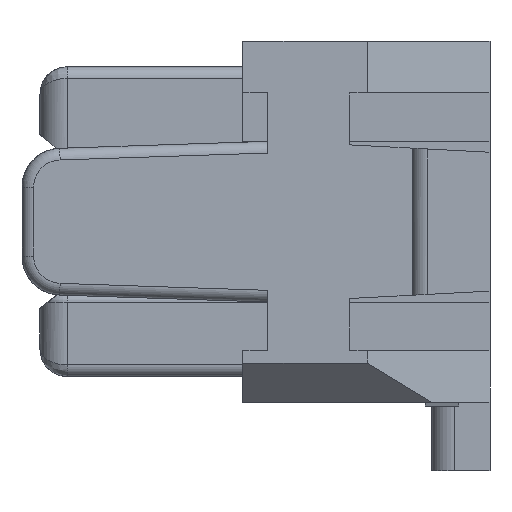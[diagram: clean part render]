
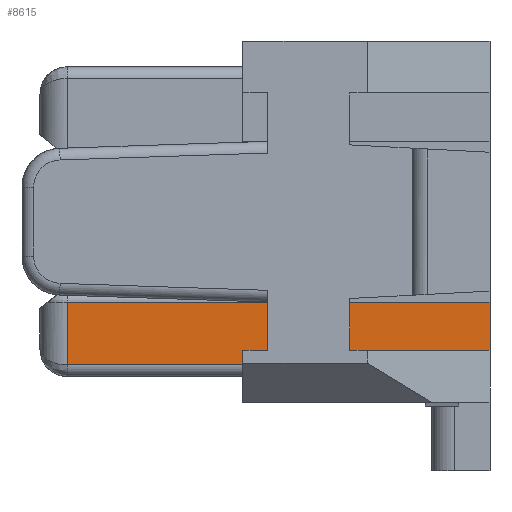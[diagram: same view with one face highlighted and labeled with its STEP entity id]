
A CAD part, front view. The second image highlights one B-rep face of the part: STEP entity #8615.
In plain terms, the highlighted planar face has unit normal (0, -1, 0).
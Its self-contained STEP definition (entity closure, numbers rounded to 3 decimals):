
#718 = DIRECTION ( 'NONE',  ( 1., 0., 0. ) ) ;
#1382 = EDGE_CURVE ( 'NONE', #42390, #2389, #36041, .T. ) ;
#1511 = VERTEX_POINT ( 'NONE', #44126 ) ;
#2091 = VERTEX_POINT ( 'NONE', #18859 ) ;
#2389 = VERTEX_POINT ( 'NONE', #13684 ) ;
#4176 = VECTOR ( 'NONE', #19683, 1000. ) ;
#4571 = LINE ( 'NONE', #23745, #4176 ) ;
#4969 = VECTOR ( 'NONE', #16720, 1000. ) ;
#5002 = VECTOR ( 'NONE', #46205, 1000. ) ;
#5518 = ORIENTED_EDGE ( 'NONE', *, *, #1382, .F. ) ;
#5998 = CARTESIAN_POINT ( 'NONE',  ( 2.6, -9.15, -1.65 ) ) ;
#7051 = VERTEX_POINT ( 'NONE', #25315 ) ;
#7927 = CARTESIAN_POINT ( 'NONE',  ( 2.6, -9.15, -1.835 ) ) ;
#8615 = ADVANCED_FACE ( 'NONE', ( #22240 ), #34429, .F. ) ;
#9643 = DIRECTION ( 'NONE',  ( 1., 0., 0. ) ) ;
#9831 = VERTEX_POINT ( 'NONE', #7927 ) ;
#10692 = CARTESIAN_POINT ( 'NONE',  ( 0.35, -9.15, -1.03 ) ) ;
#12717 = LINE ( 'NONE', #10692, #45621 ) ;
#12812 = CARTESIAN_POINT ( 'NONE',  ( 0., -9.15, 0. ) ) ;
#13003 = CARTESIAN_POINT ( 'NONE',  ( 5.77, -9.15, -1.03 ) ) ;
#13684 = CARTESIAN_POINT ( 'NONE',  ( 2.6, -9.15, -1.03 ) ) ;
#13821 = ORIENTED_EDGE ( 'NONE', *, *, #15420, .F. ) ;
#15420 = EDGE_CURVE ( 'NONE', #2091, #16041, #28267, .T. ) ;
#16041 = VERTEX_POINT ( 'NONE', #26063 ) ;
#16463 = ORIENTED_EDGE ( 'NONE', *, *, #39387, .F. ) ;
#16720 = DIRECTION ( 'NONE',  ( 1., 0., 0. ) ) ;
#18859 = CARTESIAN_POINT ( 'NONE',  ( 5.77, -9.15, -1.03 ) ) ;
#19683 = DIRECTION ( 'NONE',  ( 1., 0., 0. ) ) ;
#20335 = CARTESIAN_POINT ( 'NONE',  ( 2.6, -9.15, -1.03 ) ) ;
#22240 = FACE_OUTER_BOUND ( 'NONE', #34191, .T. ) ;
#23253 = DIRECTION ( 'NONE',  ( 0., 1., 0. ) ) ;
#23510 = CARTESIAN_POINT ( 'NONE',  ( 2.6, -9.15, -1.835 ) ) ;
#23745 = CARTESIAN_POINT ( 'NONE',  ( 0.35, -9.15, -1.835 ) ) ;
#25315 = CARTESIAN_POINT ( 'NONE',  ( 2.6, -9.15, -1.65 ) ) ;
#26063 = CARTESIAN_POINT ( 'NONE',  ( 5.77, -9.15, -1.65 ) ) ;
#27064 = DIRECTION ( 'NONE',  ( 0., 0., 1. ) ) ;
#27259 = VECTOR ( 'NONE', #27064, 1000. ) ;
#27930 = DIRECTION ( 'NONE',  ( 0., 0., -1. ) ) ;
#28267 = LINE ( 'NONE', #13003, #29483 ) ;
#29483 = VECTOR ( 'NONE', #27930, 1000. ) ;
#30523 = ORIENTED_EDGE ( 'NONE', *, *, #43476, .T. ) ;
#33090 = EDGE_CURVE ( 'NONE', #9831, #7051, #40307, .T. ) ;
#34191 = EDGE_LOOP ( 'NONE', ( #30523, #39696, #40383, #45108, #13821, #16463, #5518 ) ) ;
#34225 = LINE ( 'NONE', #5998, #34537 ) ;
#34429 = PLANE ( 'NONE',  #41950 ) ;
#34537 = VECTOR ( 'NONE', #9643, 1000. ) ;
#35704 = LINE ( 'NONE', #20335, #4969 ) ;
#36041 = LINE ( 'NONE', #43513, #5002 ) ;
#39080 = EDGE_CURVE ( 'NONE', #7051, #16041, #34225, .T. ) ;
#39312 = EDGE_CURVE ( 'NONE', #1511, #9831, #4571, .T. ) ;
#39387 = EDGE_CURVE ( 'NONE', #2389, #2091, #35704, .T. ) ;
#39696 = ORIENTED_EDGE ( 'NONE', *, *, #39312, .T. ) ;
#40230 = DIRECTION ( 'NONE',  ( 0., 0., -1. ) ) ;
#40307 = LINE ( 'NONE', #23510, #27259 ) ;
#40383 = ORIENTED_EDGE ( 'NONE', *, *, #33090, .T. ) ;
#41950 = AXIS2_PLACEMENT_3D ( 'NONE', #12812, #23253, #718 ) ;
#42249 = CARTESIAN_POINT ( 'NONE',  ( 0.35, -9.15, -1.03 ) ) ;
#42390 = VERTEX_POINT ( 'NONE', #42249 ) ;
#43476 = EDGE_CURVE ( 'NONE', #42390, #1511, #12717, .T. ) ;
#43513 = CARTESIAN_POINT ( 'NONE',  ( 0.35, -9.15, -1.03 ) ) ;
#44126 = CARTESIAN_POINT ( 'NONE',  ( 0.35, -9.15, -1.835 ) ) ;
#45108 = ORIENTED_EDGE ( 'NONE', *, *, #39080, .T. ) ;
#45621 = VECTOR ( 'NONE', #40230, 1000. ) ;
#46205 = DIRECTION ( 'NONE',  ( 1., 0., 0. ) ) ;
